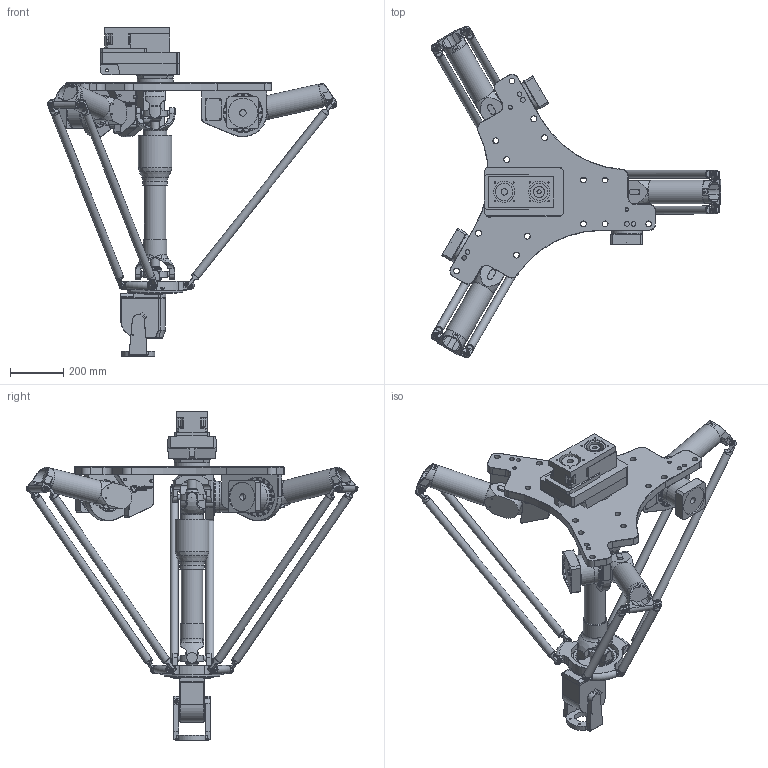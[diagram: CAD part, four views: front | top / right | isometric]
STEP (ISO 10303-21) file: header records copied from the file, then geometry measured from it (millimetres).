
FILE_DESCRIPTION(/* description */ (''),/* implementation_level */ '2;1');
FILE_NAME(/* name */ '3D-model_A_00825.stp',/* time_stamp */ '2022-02-19T09:12:53+01:00',/* author */ ('michael.schutter'),/* organization */ ('Majatronic'),/* preprocessor_version */ 'ST-DEVELOPER v16.5',/* originating_system */ 'Autodesk Inventor 2017',/* authorisation */ '');
FILE_SCHEMA (('AUTOMOTIVE_DESIGN { 1 0 10303 214 3 1 1 }'));
Length unit declared in the file: millimetre
Products named in the file (13): A_00825_DUMMY; MT_WST00054870MT_WST; MT_WST00055470; MT_WST00050309MT_WST; MT_WST00058679MT_WST; MT_WST00066192; MT_WST00054722MT_WST; MT_WST00101797; MT_WST00063617MT_WST; MT_WST00066182MT_WST; MT_WST00066191; MT_WST00101789; MT_WST00101788
Assembly tree (26 placements, depth 2):
  A_00825_DUMMY
    MT_WST00054870MT_WST
    MT_WST00055470  x6
    MT_WST00050309MT_WST  x6
    MT_WST00058679MT_WST
    MT_WST00054722MT_WST  x2
    MT_WST00066192
    MT_WST00066191  x2
    MT_WST00101797
    MT_WST00063617MT_WST
    MT_WST00066182MT_WST
    MT_WST00101789
    MT_WST00101788  x3
Bounding box: 1087.3 x 1247.62 x 1236 mm (x, y, z)
Volume: 48958741.8 mm3; surface area: 3635027.9 mm2
Topology: 26 solids, 55 shells, 3673 faces, 8615 edges, 5414 vertices
Faces by surface type: plane 1744, cylinder 1083, bspline 417, cone 279, torus 140, sphere 10
Full cylindrical faces by diameter (mm): 3.242 x4, 4 x2, 4.917 x18, 5 x4, 6 x7, 6.647 x13, 6.8 x4, 8 x77, 8.5 x48, 9 x4, 9.6 x3, 10 x6, 11 x3, 12 x22, 13 x2, 13.835 x9, 15 x5, 16 x13, 17.294 x6, 18 x48, 19.626 x1, 20 x15, 22 x15, 24 x4, 26 x6, 30 x18, 32 x2, 35 x3, 36 x1, 42 x1
Entity records: 84562 total; most frequent: CARTESIAN_POINT 28565, DIRECTION 11578, ORIENTED_EDGE 10454, EDGE_CURVE 5227, AXIS2_PLACEMENT_3D 4276, VERTEX_POINT 3562, EDGE_LOOP 3287, LINE 3026
